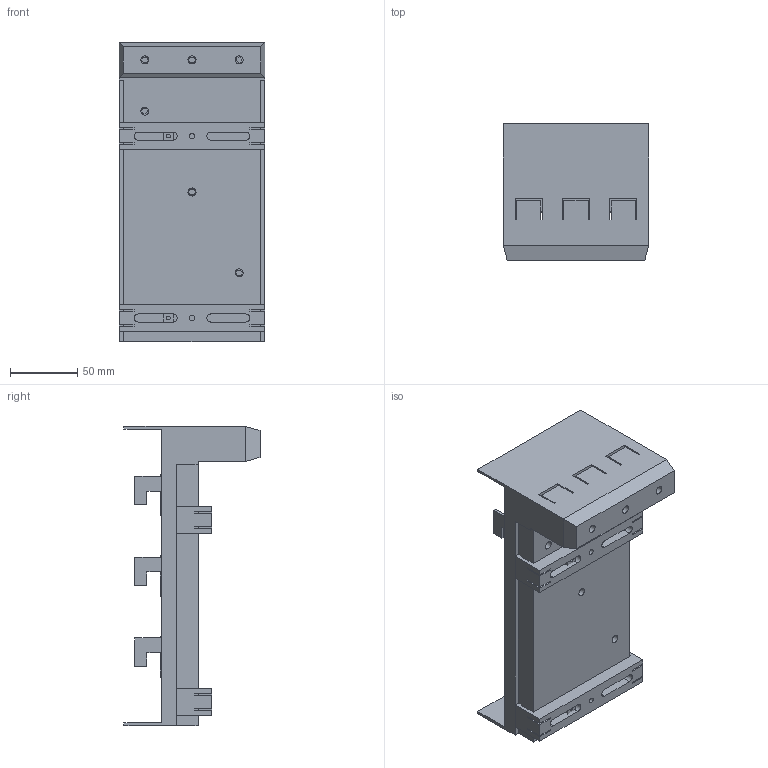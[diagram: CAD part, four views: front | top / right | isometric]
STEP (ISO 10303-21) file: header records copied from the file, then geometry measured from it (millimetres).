
FILE_DESCRIPTION((''),'2;1');
FILE_NAME('32214000.stp','2014-01-15T15:28:59',('AloisWeiner'),(''),'Autodesk Inventor 2013','Autodesk Inventor 2013','');
FILE_SCHEMA(('AUTOMOTIVE_DESIGN { 1 0 10303 214 1 1 1 1 }'));
Length unit declared in the file: millimetre
Products named in the file (5): 32214000; 79229100; GewindestiftM6; 79233000; 71655000
Assembly tree (13 placements, depth 2):
  32214000
    79229100
    GewindestiftM6  x6
    79233000  x2
    71655000  x4
Bounding box: 108 x 101 x 222 mm (x, y, z)
Volume: 799887.8 mm3; surface area: 129460.1 mm2
Topology: 13 solids, 13 shells, 278 faces, 755 edges, 502 vertices
Faces by surface type: plane 249, cylinder 26, cone 3
Full cylindrical faces by diameter (mm): 2.828 x4, 4 x2, 6 x12
Entity records: 5508 total; most frequent: CARTESIAN_POINT 944, ORIENTED_EDGE 904, DIRECTION 850, EDGE_CURVE 452, VECTOR 426, LINE 426, VERTEX_POINT 306, AXIS2_PLACEMENT_3D 212
